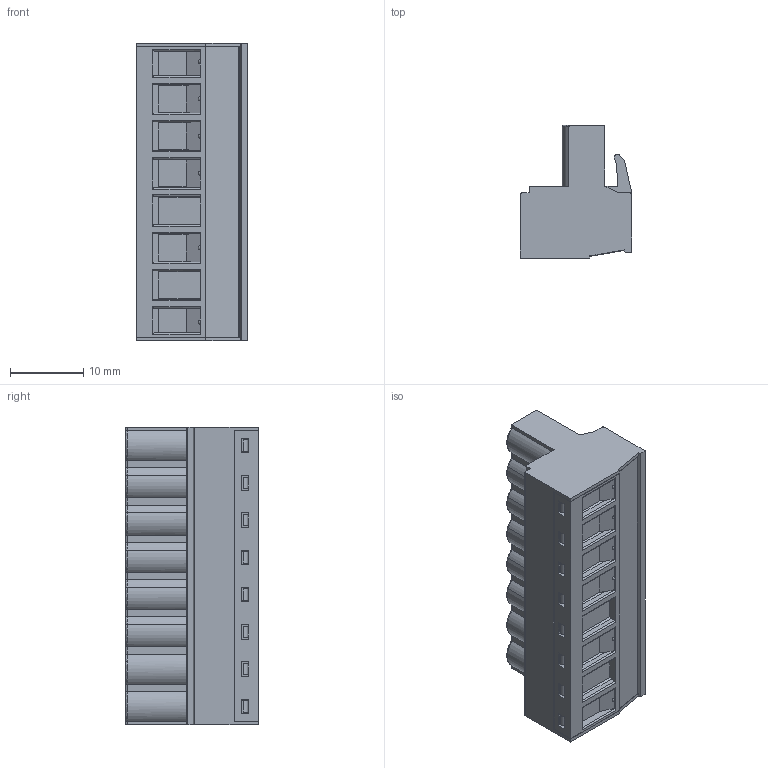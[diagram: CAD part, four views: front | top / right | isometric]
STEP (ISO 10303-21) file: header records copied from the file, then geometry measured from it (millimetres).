
FILE_DESCRIPTION( ('This file contains a STEP AP42 implementation' ,'as created by ZW3D STEP Interface translator.') ,'2;1' );
FILE_NAME( 'WJ2EDGKF-5.08-08P-00A.stp' ,'23 324.16 336', (''), ('ZWCAD Software Co.'), 'Version 1.0', 'ZW3D to STEP translator', '' );
FILE_SCHEMA(('AUTOMOTIVE_DESIGN { 1 0 10303 214 1 1 1 1 }'));
Length unit declared in the file: millimetre
Products named in the file (2): 0; WJ2EDGKF-5.08-04P-00A
Bounding box: 15.2 x 18.1 x 40.64 mm (x, y, z)
Volume: 6693.5 mm3; surface area: 5728.2 mm2
Topology: 1 solids, 1 shells, 1224 faces, 3323 edges, 2148 vertices
Faces by surface type: plane 799, bspline 240, cylinder 123, cone 48, sphere 14
Entity records: 42967 total; most frequent: CARTESIAN_POINT 11356, ORIENTED_EDGE 6630, DIRECTION 5921, EDGE_CURVE 3315, VECTOR 2497, LINE 2497, VERTEX_POINT 2148, AXIS2_PLACEMENT_3D 1712
